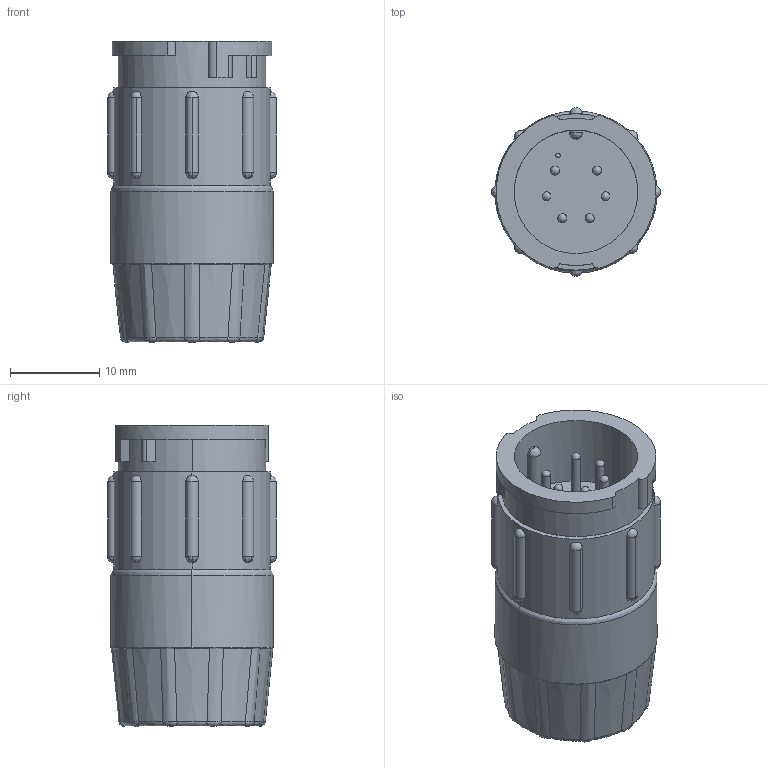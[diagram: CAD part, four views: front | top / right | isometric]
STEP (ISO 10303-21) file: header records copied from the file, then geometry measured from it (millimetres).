
FILE_DESCRIPTION (( 'STEP AP203' ), '1' );
FILE_NAME ('5280-6PG-330.STEP', '2012-09-25T17:56:53', ( '21FPBF1' ), ( 'Conxall' ), 'SwSTEP 2.0', 'SolidWorks 2011', '' );
FILE_SCHEMA (( 'CONFIG_CONTROL_DESIGN' ));
Length unit declared in the file: inch
Products named in the file (1): 5280-6PG-330
Bounding box: 18.92 x 18.92 x 33.72 mm (x, y, z)
Volume: 6662.6 mm3; surface area: 3056 mm2
Topology: 1 solids, 1 shells, 180 faces, 488 edges, 300 vertices
Faces by surface type: bspline 86, cylinder 52, plane 32, cone 10
Entity records: 7422 total; most frequent: CARTESIAN_POINT 3550, ORIENTED_EDGE 920, DIRECTION 651, EDGE_CURVE 460, VERTEX_POINT 300, AXIS2_PLACEMENT_3D 281, EDGE_LOOP 198, CIRCLE 186
